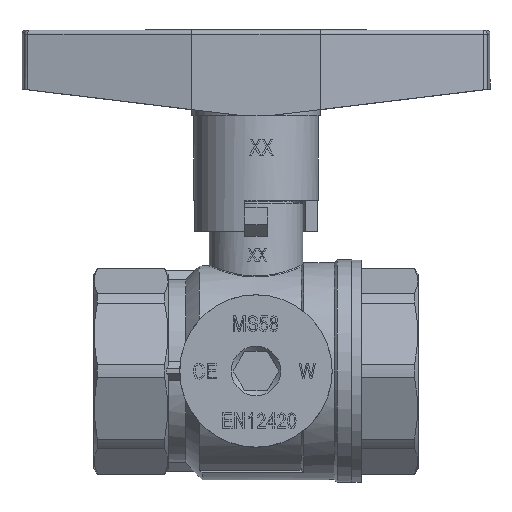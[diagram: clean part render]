
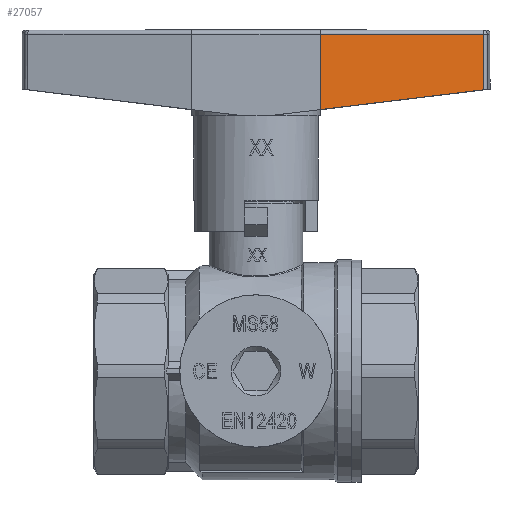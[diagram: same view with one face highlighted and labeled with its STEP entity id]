
A CAD part, top view. The second image highlights one B-rep face of the part: STEP entity #27057.
In plain terms, the highlighted face is planar.
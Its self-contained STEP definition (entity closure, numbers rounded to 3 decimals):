
#1364=LINE('',#41261,#3984);
#1365=LINE('',#41264,#3985);
#1366=LINE('',#41266,#3986);
#1367=LINE('',#41268,#3987);
#3984=VECTOR('',#32365,1000.);
#3985=VECTOR('',#32366,1000.);
#3986=VECTOR('',#32367,1000.);
#3987=VECTOR('',#32368,1000.);
#7075=ORIENTED_EDGE('',*,*,#15130,.F.);
#7076=ORIENTED_EDGE('',*,*,#15131,.T.);
#7077=ORIENTED_EDGE('',*,*,#15132,.T.);
#7078=ORIENTED_EDGE('',*,*,#15133,.T.);
#15130=EDGE_CURVE('',#19182,#19183,#1364,.T.);
#15131=EDGE_CURVE('',#19182,#19184,#1365,.T.);
#15132=EDGE_CURVE('',#19184,#19185,#1366,.T.);
#15133=EDGE_CURVE('',#19185,#19183,#1367,.T.);
#19182=VERTEX_POINT('',#41262);
#19183=VERTEX_POINT('',#41263);
#19184=VERTEX_POINT('',#41265);
#19185=VERTEX_POINT('',#41267);
#22318=EDGE_LOOP('',(#7075,#7076,#7077,#7078));
#24040=FACE_BOUND('',#22318,.T.);
#25728=PLANE('',#29087);
#27057=ADVANCED_FACE('',(#24040),#25728,.F.);
#29087=AXIS2_PLACEMENT_3D('',#41260,#32363,#32364);
#32363=DIRECTION('',(-0.985,-0.172,0.));
#32364=DIRECTION('',(-0.172,0.985,0.));
#32365=DIRECTION('',(0.17,-0.978,-0.119));
#32366=DIRECTION('',(0.,0.,1.));
#32367=DIRECTION('',(0.172,-0.985,0.));
#32368=DIRECTION('',(0.,0.,-1.));
#41260=CARTESIAN_POINT('',(12.,39.466,51.5));
#41261=CARTESIAN_POINT('',(18.874,0.,29.183));
#41262=CARTESIAN_POINT('',(8.707,58.374,36.259));
#41263=CARTESIAN_POINT('',(16.,16.5,31.183));
#41264=CARTESIAN_POINT('',(8.707,58.374,51.5));
#41265=CARTESIAN_POINT('',(8.707,58.374,50.5));
#41266=CARTESIAN_POINT('',(18.844,0.172,50.5));
#41267=CARTESIAN_POINT('',(16.,16.5,50.5));
#41268=CARTESIAN_POINT('',(16.,16.5,51.5));
